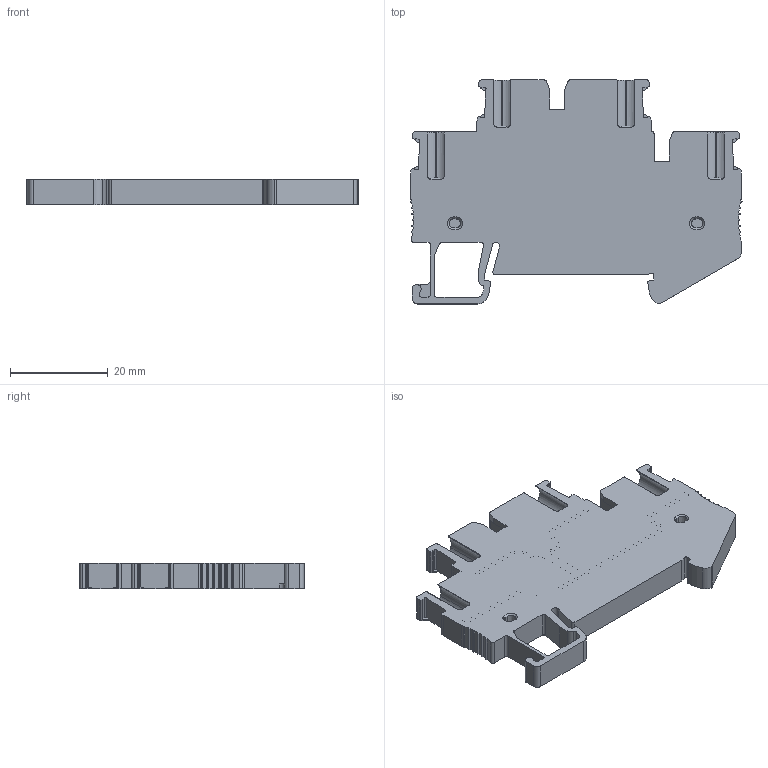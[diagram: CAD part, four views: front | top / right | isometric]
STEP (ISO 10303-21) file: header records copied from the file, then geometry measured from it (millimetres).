
FILE_DESCRIPTION((''),'2;1');
FILE_NAME('5YB576498-_ASM','2021-04-19T',('Administrator'),(''),'PRO/ENGINEER BY PARAMETRIC TECHNOLOGY CORPORATION, 2013230','PRO/ENGINEER BY PARAMETRIC TECHNOLOGY CORPORATION, 2013230','');
FILE_SCHEMA(('CONFIG_CONTROL_DESIGN'));
Length unit declared in the file: millimetre
Products named in the file (1): 5YB576498-_ASM
Bounding box: 67.87 x 45.8 x 5.2 mm (x, y, z)
Volume: 9592 mm3; surface area: 10617 mm2
Topology: 1 solids, 9 shells, 1352 faces, 3915 edges, 2597 vertices
Faces by surface type: plane 938, cylinder 352, torus 46, bspline 8, cone 8
Entity records: 48315 total; most frequent: CARTESIAN_POINT 8875, ORIENTED_EDGE 7830, DIRECTION 7195, EDGE_CURVE 3915, VECTOR 2961, LINE 2961, VERTEX_POINT 2597, AXIS2_PLACEMENT_3D 2117
